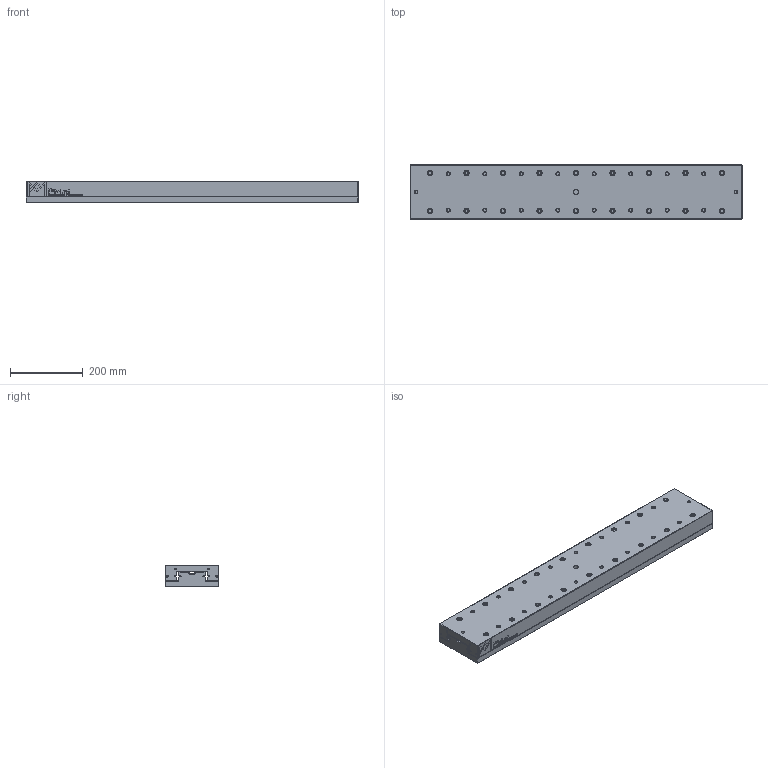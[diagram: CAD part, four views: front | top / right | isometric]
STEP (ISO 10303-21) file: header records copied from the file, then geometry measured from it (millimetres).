
FILE_DESCRIPTION(/* description */ (''),/* implementation_level */ '2;1');
FILE_NAME(/* name */ 'RT-9900_stp.stp',/* time_stamp */ '2024-10-04T12:04:12+02:00',/* author */ (''),/* organization */ (''),/* preprocessor_version */ 'ST-DEVELOPER v16.7',/* originating_system */ 'SIEMENS PLM Software NX 12.0',/* authorisation */ '');
FILE_SCHEMA (('AUTOMOTIVE_DESIGN { 1 0 10303 214 3 1 1 1 }'));
Length unit declared in the file: millimetre
Products named in the file (1): RT-9900_stp
Bounding box: 910 x 148 x 60 mm (x, y, z)
Volume: 7607661.6 mm3; surface area: 832084.8 mm2
Topology: 2 solids, 2 shells, 1419 faces, 3379 edges, 2184 vertices
Faces by surface type: plane 956, bspline 180, cone 149, cylinder 134
Full cylindrical faces by diameter (mm): 4 x8, 8 x27, 9 x12, 13 x36, 14 x45
Entity records: 43905 total; most frequent: CARTESIAN_POINT 9148, ORIENTED_EDGE 6158, DIRECTION 5608, EDGE_CURVE 3079, LINE 2310, VECTOR 2310, VERTEX_POINT 2165, EDGE_LOOP 1934
